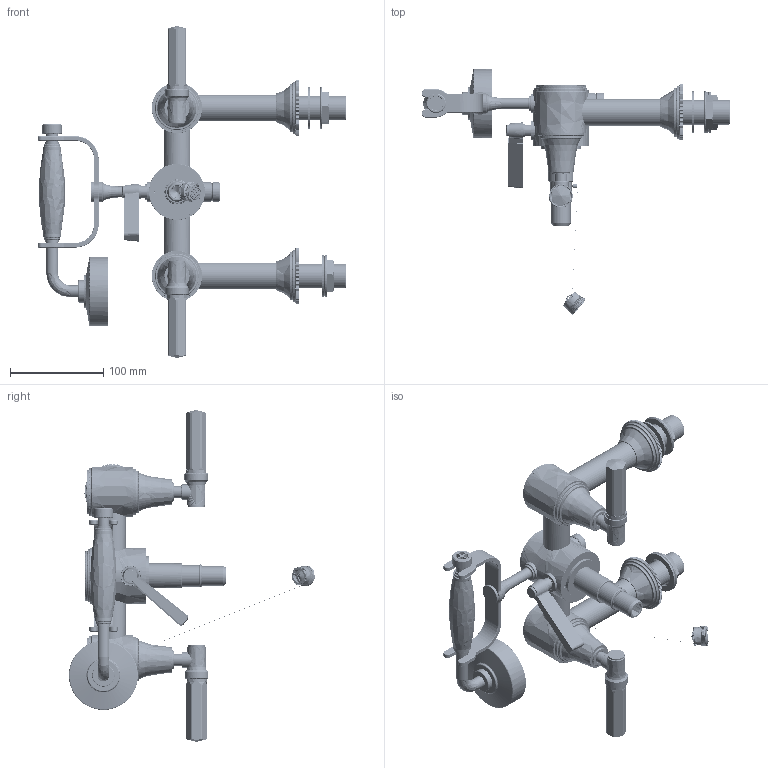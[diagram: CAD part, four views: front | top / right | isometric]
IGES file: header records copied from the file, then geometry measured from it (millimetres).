
Global section: file name: V6K30L; native system: Autodesk Inventor 2014; preprocessor: unknown; author: adaniels; date: 20131126.151350; units: millimetre
Bounding box: 330.75 x 263.88 x 355.9 mm (x, y, z)
Volume: 876028.5 mm3; surface area: 353230.6 mm2
Topology: 89 solids, 95 shells, 5625 faces, 14283 edges, 9332 vertices
Faces by surface type: bspline 5625
